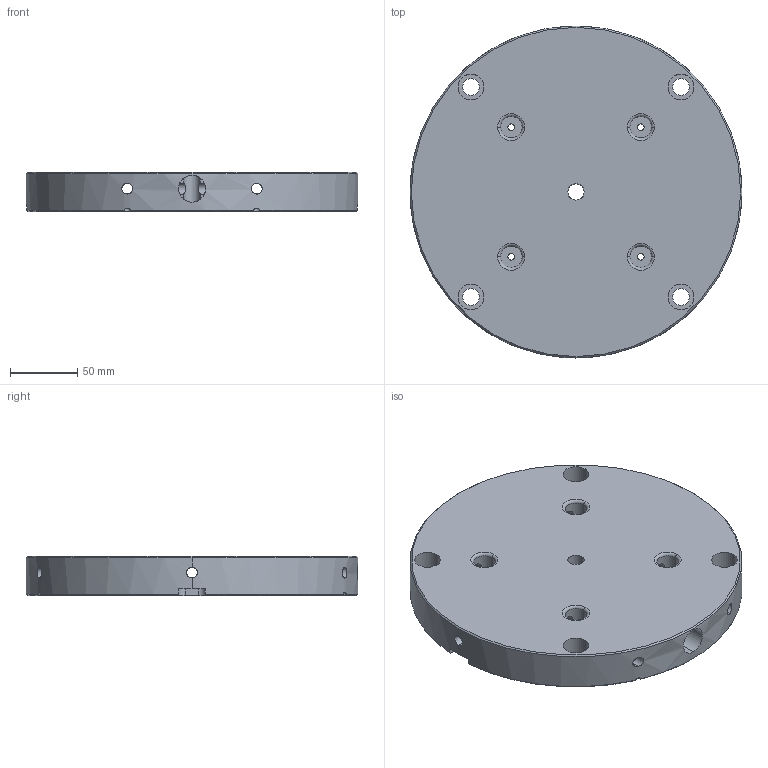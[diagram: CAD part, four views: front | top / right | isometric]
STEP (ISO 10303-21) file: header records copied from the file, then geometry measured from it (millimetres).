
FILE_DESCRIPTION (( 'STEP AP203' ), '1' );
FILE_NAME ('SF-M-96X96-8057.STEP', '2025-03-13T08:44:27', ( '微软用户' ), ( '微软中国' ), 'SwSTEP 2.0', 'SolidWorks 2016', '' );
FILE_SCHEMA (( 'CONFIG_CONTROL_DESIGN' ));
Length unit declared in the file: millimetre
Products named in the file (1): SF-M-96X96-8057
Bounding box: 246 x 246 x 29 mm (x, y, z)
Volume: 1250633 mm3; surface area: 149940.6 mm2
Topology: 1 solids, 1 shells, 111 faces, 292 edges, 178 vertices
Faces by surface type: cylinder 73, plane 22, torus 8, cone 8
Entity records: 4834 total; most frequent: CARTESIAN_POINT 2015, ORIENTED_EDGE 584, DIRECTION 558, EDGE_CURVE 292, AXIS2_PLACEMENT_3D 224, VERTEX_POINT 178, EDGE_LOOP 146, CIRCLE 112
